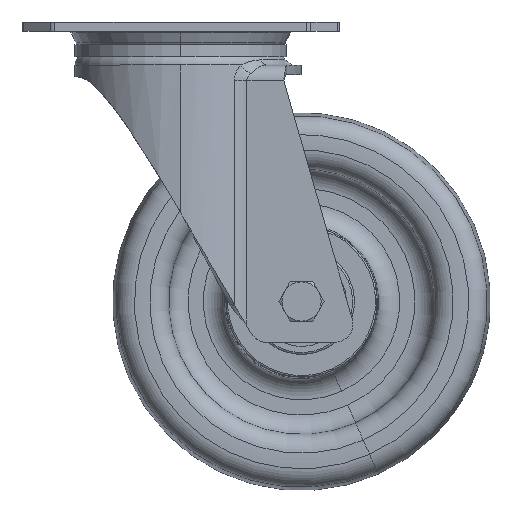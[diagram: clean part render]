
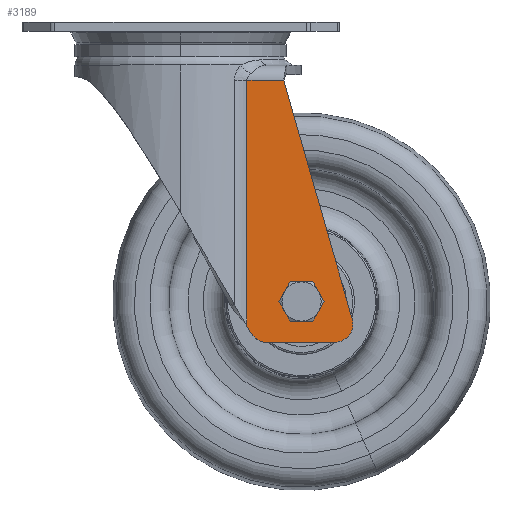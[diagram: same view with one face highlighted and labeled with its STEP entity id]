
A CAD part, top view. The second image highlights one B-rep face of the part: STEP entity #3189.
In plain terms, the highlighted planar face has unit normal (0, 0, 1).
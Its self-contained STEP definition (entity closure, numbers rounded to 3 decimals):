
#105 = CARTESIAN_POINT ( 'NONE',  ( 22.85, -102.225, 29. ) ) ;
#477 = ORIENTED_EDGE ( 'NONE', *, *, #13171, .F. ) ;
#756 = B_SPLINE_CURVE_WITH_KNOTS ( 'NONE', 3,
 ( #7611, #105, #5179, #15832 ),
 .UNSPECIFIED., .F., .F.,
 ( 4, 4 ),
 ( 0., 1. ),
 .UNSPECIFIED. ) ;
#863 = ORIENTED_EDGE ( 'NONE', *, *, #10928, .T. ) ;
#1134 = AXIS2_PLACEMENT_3D ( 'NONE', #21606, #18866, #32028 ) ;
#1903 = CIRCLE ( 'NONE', #30889, 6. ) ;
#2229 = VERTEX_POINT ( 'NONE', #2811 ) ;
#2811 = CARTESIAN_POINT ( 'NONE',  ( 44.1, -92.5, 29. ) ) ;
#3189 = ADVANCED_FACE ( 'NONE', ( #23238, #34165 ), #15553, .T. ) ;
#4203 = CARTESIAN_POINT ( 'NONE',  ( 51.032, -106.002, 29. ) ) ;
#4228 = CARTESIAN_POINT ( 'NONE',  ( 25.973, -19.3, 29. ) ) ;
#4422 = DIRECTION ( 'NONE',  ( 0., -1., 0. ) ) ;
#4574 = CARTESIAN_POINT ( 'NONE',  ( 21.909, -19.3, 29. ) ) ;
#5179 = CARTESIAN_POINT ( 'NONE',  ( 22.379, -101.421, 29. ) ) ;
#5709 = CARTESIAN_POINT ( 'NONE',  ( 21.909, -73.511, 29. ) ) ;
#5891 = CARTESIAN_POINT ( 'NONE',  ( 21.909, -46.405, 29. ) ) ;
#6854 = VERTEX_POINT ( 'NONE', #17946 ) ;
#7007 = CARTESIAN_POINT ( 'NONE',  ( 51.032, -100.002, 29. ) ) ;
#7102 = LINE ( 'NONE', #25582, #10384 ) ;
#7353 = EDGE_CURVE ( 'NONE', #23290, #20015, #10009, .T. ) ;
#7611 = CARTESIAN_POINT ( 'NONE',  ( 23.32, -103.03, 29. ) ) ;
#7932 = CARTESIAN_POINT ( 'NONE',  ( 40., -92.5, 29. ) ) ;
#8011 = CIRCLE ( 'NONE', #10782, 6. ) ;
#8266 = DIRECTION ( 'NONE',  ( 0., 0., 1. ) ) ;
#8711 = EDGE_CURVE ( 'NONE', #20953, #14553, #13741, .T. ) ;
#9572 = VERTEX_POINT ( 'NONE', #31127 ) ;
#9679 = EDGE_CURVE ( 'NONE', #6854, #20953, #1903, .T. ) ;
#10009 = B_SPLINE_CURVE_WITH_KNOTS ( 'NONE', 3,
 ( #29232, #5709, #5891, #16542 ),
 .UNSPECIFIED., .F., .F.,
 ( 4, 4 ),
 ( 0., 1. ),
 .UNSPECIFIED. ) ;
#10134 = CARTESIAN_POINT ( 'NONE',  ( 34.101, -19.3, 29. ) ) ;
#10150 = CARTESIAN_POINT ( 'NONE',  ( 21.909, -19.3, 29. ) ) ;
#10384 = VECTOR ( 'NONE', #31458, 1000. ) ;
#10782 = AXIS2_PLACEMENT_3D ( 'NONE', #14914, #20295, #4422 ) ;
#10928 = EDGE_CURVE ( 'NONE', #23622, #20015, #15454, .T. ) ;
#11038 = VERTEX_POINT ( 'NONE', #15397 ) ;
#11064 = ORIENTED_EDGE ( 'NONE', *, *, #9679, .F. ) ;
#11083 = DIRECTION ( 'NONE',  ( 0., 0., 1. ) ) ;
#11819 = EDGE_CURVE ( 'NONE', #2229, #11038, #34141, .T. ) ;
#12067 = VERTEX_POINT ( 'NONE', #12251 ) ;
#12251 = CARTESIAN_POINT ( 'NONE',  ( 23.32, -103.03, 29. ) ) ;
#13158 = EDGE_CURVE ( 'NONE', #9572, #14553, #31146, .T. ) ;
#13171 = EDGE_CURVE ( 'NONE', #12067, #23290, #756, .T. ) ;
#13741 = CIRCLE ( 'NONE', #30430, 6. ) ;
#14553 = VERTEX_POINT ( 'NONE', #4203 ) ;
#14914 = CARTESIAN_POINT ( 'NONE',  ( 28.5, -100.002, 29. ) ) ;
#15034 = DIRECTION ( 'NONE',  ( 0., 0., -1. ) ) ;
#15397 = CARTESIAN_POINT ( 'NONE',  ( 35.9, -92.5, 29. ) ) ;
#15454 = B_SPLINE_CURVE_WITH_KNOTS ( 'NONE', 3,
 ( #10134, #25498, #4228, #4574 ),
 .UNSPECIFIED., .F., .F.,
 ( 4, 4 ),
 ( 0., 1. ),
 .UNSPECIFIED. ) ;
#15553 = PLANE ( 'NONE',  #1134 ) ;
#15832 = CARTESIAN_POINT ( 'NONE',  ( 21.909, -100.616, 29. ) ) ;
#16139 = DIRECTION ( 'NONE',  ( -1., 0., 0. ) ) ;
#16326 = ORIENTED_EDGE ( 'NONE', *, *, #7353, .F. ) ;
#16542 = CARTESIAN_POINT ( 'NONE',  ( 21.909, -19.3, 29. ) ) ;
#17946 = CARTESIAN_POINT ( 'NONE',  ( 56.799, -98.346, 29. ) ) ;
#18435 = DIRECTION ( 'NONE',  ( 0.029, -1., 0. ) ) ;
#18830 = EDGE_CURVE ( 'NONE', #23622, #6854, #7102, .T. ) ;
#18866 = DIRECTION ( 'NONE',  ( 0., 0., 1. ) ) ;
#18949 = DIRECTION ( 'NONE',  ( 0., 0., -1. ) ) ;
#19112 = CARTESIAN_POINT ( 'NONE',  ( 21.909, -100.616, 29. ) ) ;
#20015 = VERTEX_POINT ( 'NONE', #10150 ) ;
#20295 = DIRECTION ( 'NONE',  ( 0., 0., -1. ) ) ;
#20953 = VERTEX_POINT ( 'NONE', #24778 ) ;
#21606 = CARTESIAN_POINT ( 'NONE',  ( 0., -99.409, 29. ) ) ;
#21698 = DIRECTION ( 'NONE',  ( 1., 0., 0. ) ) ;
#21939 = ORIENTED_EDGE ( 'NONE', *, *, #18830, .F. ) ;
#22191 = ORIENTED_EDGE ( 'NONE', *, *, #11819, .F. ) ;
#22626 = EDGE_CURVE ( 'NONE', #9572, #12067, #8011, .T. ) ;
#23238 = FACE_BOUND ( 'NONE', #30776, .T. ) ;
#23290 = VERTEX_POINT ( 'NONE', #19112 ) ;
#23490 = CARTESIAN_POINT ( 'NONE',  ( 28.5, -106.002, 29. ) ) ;
#23622 = VERTEX_POINT ( 'NONE', #25299 ) ;
#24778 = CARTESIAN_POINT ( 'NONE',  ( 51.205, -105.999, 29. ) ) ;
#25299 = CARTESIAN_POINT ( 'NONE',  ( 34.101, -19.3, 29. ) ) ;
#25498 = CARTESIAN_POINT ( 'NONE',  ( 30.037, -19.3, 29. ) ) ;
#25582 = CARTESIAN_POINT ( 'NONE',  ( 34.101, -19.3, 29. ) ) ;
#25998 = EDGE_LOOP ( 'NONE', ( #477, #31191, #34314, #33237, #11064, #21939, #863, #16326 ) ) ;
#26501 = DIRECTION ( 'NONE',  ( 0.029, -1., 0. ) ) ;
#27225 = ORIENTED_EDGE ( 'NONE', *, *, #30284, .F. ) ;
#27493 = AXIS2_PLACEMENT_3D ( 'NONE', #7932, #8266, #16139 ) ;
#29134 = AXIS2_PLACEMENT_3D ( 'NONE', #29372, #11083, #21698 ) ;
#29194 = VECTOR ( 'NONE', #33396, 1000. ) ;
#29232 = CARTESIAN_POINT ( 'NONE',  ( 21.909, -100.616, 29. ) ) ;
#29372 = CARTESIAN_POINT ( 'NONE',  ( 40., -92.5, 29. ) ) ;
#29548 = CARTESIAN_POINT ( 'NONE',  ( 51.032, -100.002, 29. ) ) ;
#30276 = CIRCLE ( 'NONE', #27493, 4.1 ) ;
#30284 = EDGE_CURVE ( 'NONE', #11038, #2229, #30276, .T. ) ;
#30430 = AXIS2_PLACEMENT_3D ( 'NONE', #7007, #15034, #26501 ) ;
#30776 = EDGE_LOOP ( 'NONE', ( #27225, #22191 ) ) ;
#30889 = AXIS2_PLACEMENT_3D ( 'NONE', #29548, #18949, #18435 ) ;
#31127 = CARTESIAN_POINT ( 'NONE',  ( 28.5, -106.002, 29. ) ) ;
#31146 = LINE ( 'NONE', #23490, #29194 ) ;
#31191 = ORIENTED_EDGE ( 'NONE', *, *, #22626, .F. ) ;
#31458 = DIRECTION ( 'NONE',  ( 0.276, -0.961, 0. ) ) ;
#32028 = DIRECTION ( 'NONE',  ( 1., 0., 0. ) ) ;
#33237 = ORIENTED_EDGE ( 'NONE', *, *, #8711, .F. ) ;
#33396 = DIRECTION ( 'NONE',  ( 1., 0., 0. ) ) ;
#34141 = CIRCLE ( 'NONE', #29134, 4.1 ) ;
#34165 = FACE_OUTER_BOUND ( 'NONE', #25998, .T. ) ;
#34314 = ORIENTED_EDGE ( 'NONE', *, *, #13158, .T. ) ;
